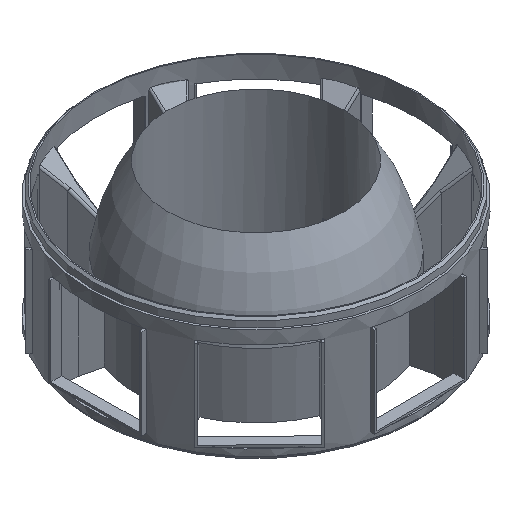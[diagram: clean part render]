
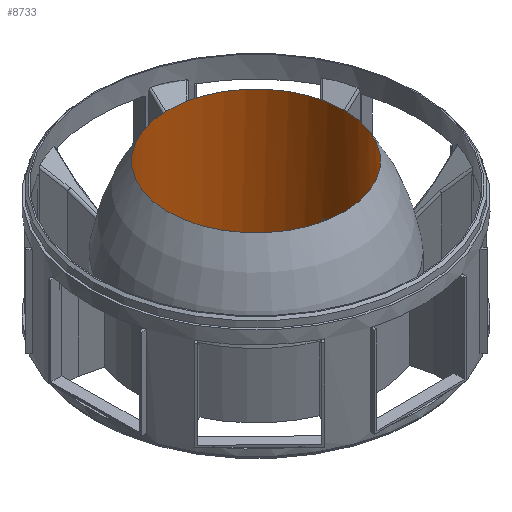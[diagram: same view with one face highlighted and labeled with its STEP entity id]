
A CAD part, isometric view. The second image highlights one B-rep face of the part: STEP entity #8733.
In plain terms, the highlighted cylindrical face has radius 41 mm (diameter 82 mm), a full revolution.
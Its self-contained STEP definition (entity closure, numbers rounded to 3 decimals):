
#591=CARTESIAN_POINT('',(736.991,-8.958,0.));
#592=VERTEX_POINT('',#591);
#600=CARTESIAN_POINT('',(657.043,-8.81,0.));
#601=VERTEX_POINT('',#600);
#602=CARTESIAN_POINT('',(697.,-18.,0.));
#603=DIRECTION('',(0.,0.,1.));
#604=DIRECTION('',(1.,0.,-0.));
#605=AXIS2_PLACEMENT_3D('',#602,#603,#604);
#606=CIRCLE('',#605,41.);
#607=EDGE_CURVE('',#592,#601,#606,.T.);
#661=CARTESIAN_POINT('',(657.007,-27.032,0.));
#662=VERTEX_POINT('',#661);
#670=CARTESIAN_POINT('',(736.959,-27.18,0.));
#671=VERTEX_POINT('',#670);
#672=CARTESIAN_POINT('',(697.,-18.,0.));
#673=DIRECTION('',(0.,0.,1.));
#674=DIRECTION('',(1.,0.,-0.));
#675=AXIS2_PLACEMENT_3D('',#672,#673,#674);
#676=CIRCLE('',#675,41.);
#677=EDGE_CURVE('',#662,#671,#676,.T.);
#1574=CARTESIAN_POINT('',(738.,-18.,66.693));
#1575=VERTEX_POINT('',#1574);
#1929=CARTESIAN_POINT('',(656.,-18.,66.693));
#1930=VERTEX_POINT('',#1929);
#1931=CARTESIAN_POINT('',(697.,-18.,66.693));
#1932=DIRECTION('',(0.,0.,-1.));
#1933=DIRECTION('',(-1.,0.,0.));
#1934=AXIS2_PLACEMENT_3D('',#1931,#1932,#1933);
#1935=CIRCLE('',#1934,41.);
#1936=EDGE_CURVE('',#1575,#1930,#1935,.T.);
#1938=CARTESIAN_POINT('',(697.,-18.,66.693));
#1939=DIRECTION('',(0.,0.,-1.));
#1940=DIRECTION('',(-1.,0.,0.));
#1941=AXIS2_PLACEMENT_3D('',#1938,#1939,#1940);
#1942=CIRCLE('',#1941,41.);
#1943=EDGE_CURVE('',#1930,#1575,#1942,.T.);
#8651=CARTESIAN_POINT('',(697.,-18.,124.));
#8652=DIRECTION('',(0.,0.,-1.));
#8653=DIRECTION('',(-1.,0.,0.));
#8654=AXIS2_PLACEMENT_3D('',#8651,#8652,#8653);
#8655=CYLINDRICAL_SURFACE('',#8654,41.);
#8656=CARTESIAN_POINT('',(656.,-18.,19.));
#8657=VERTEX_POINT('',#8656);
#8658=CARTESIAN_POINT('',(656.,-18.,19.));
#8659=DIRECTION('',(-0.,-0.,1.));
#8660=VECTOR('',#8659,47.693);
#8661=LINE('',#8658,#8660);
#8662=EDGE_CURVE('',#8657,#1930,#8661,.T.);
#8663=ORIENTED_EDGE('',*,*,#8662,.F.);
#8664=CARTESIAN_POINT('',(657.043,-8.81,19.));
#8665=VERTEX_POINT('',#8664);
#8666=CARTESIAN_POINT('',(697.,-18.,19.));
#8667=DIRECTION('',(-0.,-0.,-1.));
#8668=DIRECTION('',(1.,0.,-0.));
#8669=AXIS2_PLACEMENT_3D('',#8666,#8667,#8668);
#8670=CIRCLE('',#8669,41.);
#8671=EDGE_CURVE('',#8657,#8665,#8670,.T.);
#8672=ORIENTED_EDGE('',*,*,#8671,.T.);
#8673=CARTESIAN_POINT('',(657.043,-8.81,19.));
#8674=DIRECTION('',(0.,0.,-1.));
#8675=VECTOR('',#8674,19.);
#8676=LINE('',#8673,#8675);
#8677=EDGE_CURVE('',#8665,#601,#8676,.T.);
#8678=ORIENTED_EDGE('',*,*,#8677,.T.);
#8679=ORIENTED_EDGE('',*,*,#607,.F.);
#8680=CARTESIAN_POINT('',(736.991,-8.958,19.));
#8681=VERTEX_POINT('',#8680);
#8682=CARTESIAN_POINT('',(736.991,-8.958,0.));
#8683=DIRECTION('',(-0.,-0.,1.));
#8684=VECTOR('',#8683,19.);
#8685=LINE('',#8682,#8684);
#8686=EDGE_CURVE('',#592,#8681,#8685,.T.);
#8687=ORIENTED_EDGE('',*,*,#8686,.T.);
#8688=CARTESIAN_POINT('',(738.,-18.,19.));
#8689=VERTEX_POINT('',#8688);
#8690=CARTESIAN_POINT('',(697.,-18.,19.));
#8691=DIRECTION('',(-0.,-0.,-1.));
#8692=DIRECTION('',(1.,0.,-0.));
#8693=AXIS2_PLACEMENT_3D('',#8690,#8691,#8692);
#8694=CIRCLE('',#8693,41.);
#8695=EDGE_CURVE('',#8681,#8689,#8694,.T.);
#8696=ORIENTED_EDGE('',*,*,#8695,.T.);
#8697=CARTESIAN_POINT('',(736.959,-27.18,19.));
#8698=VERTEX_POINT('',#8697);
#8699=CARTESIAN_POINT('',(697.,-18.,19.));
#8700=DIRECTION('',(-0.,-0.,-1.));
#8701=DIRECTION('',(1.,0.,-0.));
#8702=AXIS2_PLACEMENT_3D('',#8699,#8700,#8701);
#8703=CIRCLE('',#8702,41.);
#8704=EDGE_CURVE('',#8689,#8698,#8703,.T.);
#8705=ORIENTED_EDGE('',*,*,#8704,.T.);
#8706=CARTESIAN_POINT('',(736.959,-27.18,19.));
#8707=DIRECTION('',(0.,0.,-1.));
#8708=VECTOR('',#8707,19.);
#8709=LINE('',#8706,#8708);
#8710=EDGE_CURVE('',#8698,#671,#8709,.T.);
#8711=ORIENTED_EDGE('',*,*,#8710,.T.);
#8712=ORIENTED_EDGE('',*,*,#677,.F.);
#8713=CARTESIAN_POINT('',(657.007,-27.032,19.));
#8714=VERTEX_POINT('',#8713);
#8715=CARTESIAN_POINT('',(657.007,-27.032,0.));
#8716=DIRECTION('',(-0.,-0.,1.));
#8717=VECTOR('',#8716,19.);
#8718=LINE('',#8715,#8717);
#8719=EDGE_CURVE('',#662,#8714,#8718,.T.);
#8720=ORIENTED_EDGE('',*,*,#8719,.T.);
#8721=CARTESIAN_POINT('',(697.,-18.,19.));
#8722=DIRECTION('',(-0.,-0.,-1.));
#8723=DIRECTION('',(1.,0.,-0.));
#8724=AXIS2_PLACEMENT_3D('',#8721,#8722,#8723);
#8725=CIRCLE('',#8724,41.);
#8726=EDGE_CURVE('',#8714,#8657,#8725,.T.);
#8727=ORIENTED_EDGE('',*,*,#8726,.T.);
#8728=ORIENTED_EDGE('',*,*,#8662,.T.);
#8729=ORIENTED_EDGE('',*,*,#1936,.F.);
#8730=ORIENTED_EDGE('',*,*,#1943,.F.);
#8731=EDGE_LOOP('',(#8663,#8672,#8678,#8679,#8687,#8696,#8705,#8711,#8712,#8720,#8727,#8728,#8729,#8730));
#8732=FACE_BOUND('',#8731,.T.);
#8733=ADVANCED_FACE('',(#8732),#8655,.F.);
